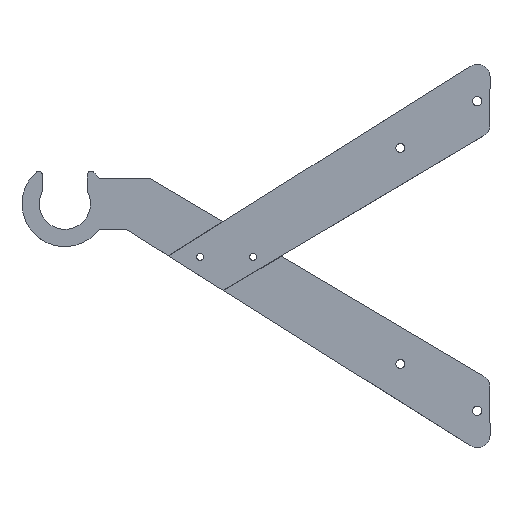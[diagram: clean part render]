
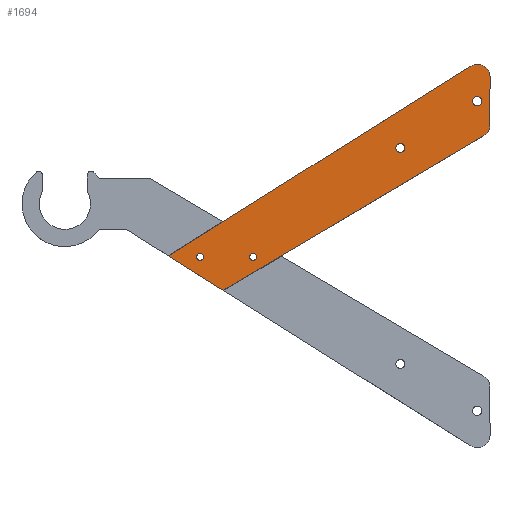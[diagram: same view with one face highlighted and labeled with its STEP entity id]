
A CAD part, top view. The second image highlights one B-rep face of the part: STEP entity #1694.
In plain terms, the highlighted face is planar.
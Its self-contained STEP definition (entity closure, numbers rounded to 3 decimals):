
#14 = DIRECTION ( 'NONE',  ( 1., 0., 0. ) ) ;
#31 = EDGE_CURVE ( 'NONE', #1394, #611, #1253, .T. ) ;
#55 = EDGE_CURVE ( 'NONE', #912, #751, #1401, .T. ) ;
#61 = DIRECTION ( 'NONE',  ( 1., 0., 0. ) ) ;
#87 = ORIENTED_EDGE ( 'NONE', *, *, #607, .F. ) ;
#97 = EDGE_CURVE ( 'NONE', #611, #1394, #1245, .T. ) ;
#112 = CIRCLE ( 'NONE', #496, 5. ) ;
#115 = AXIS2_PLACEMENT_3D ( 'NONE', #186, #1007, #1344 ) ;
#155 = ORIENTED_EDGE ( 'NONE', *, *, #1265, .F. ) ;
#172 = FACE_BOUND ( 'NONE', #1146, .T. ) ;
#178 = DIRECTION ( 'NONE',  ( 1., 0., 0. ) ) ;
#185 = CARTESIAN_POINT ( 'NONE',  ( 27.337, 116.3, 0. ) ) ;
#186 = CARTESIAN_POINT ( 'NONE',  ( 105.554, 73.742, 0. ) ) ;
#207 = VECTOR ( 'NONE', #608, 1000. ) ;
#211 = CIRCLE ( 'NONE', #1829, 1.35 ) ;
#274 = DIRECTION ( 'NONE',  ( 1., 0., 0. ) ) ;
#277 = VERTEX_POINT ( 'NONE', #1127 ) ;
#281 = CARTESIAN_POINT ( 'NONE',  ( -2.663, 144.027, 0. ) ) ;
#286 = CIRCLE ( 'NONE', #115, 1.35 ) ;
#302 = EDGE_CURVE ( 'NONE', #912, #785, #1295, .T. ) ;
#327 = VERTEX_POINT ( 'NONE', #1520 ) ;
#345 = AXIS2_PLACEMENT_3D ( 'NONE', #415, #1224, #61 ) ;
#348 = CARTESIAN_POINT ( 'NONE',  ( 105.554, 73.742, 0. ) ) ;
#363 = CARTESIAN_POINT ( 'NONE',  ( 96.59, 60.774, 0. ) ) ;
#368 = DIRECTION ( 'NONE',  ( 1., 0., 0. ) ) ;
#369 = DIRECTION ( 'NONE',  ( 1., 0., 0. ) ) ;
#376 = DIRECTION ( 'NONE',  ( 0., 0., -1. ) ) ;
#390 = CIRCLE ( 'NONE', #1493, 1.8 ) ;
#415 = CARTESIAN_POINT ( 'NONE',  ( 84.837, 73.742, 0. ) ) ;
#430 = VECTOR ( 'NONE', #1267, 1000. ) ;
#439 = ORIENTED_EDGE ( 'NONE', *, *, #97, .T. ) ;
#449 = EDGE_CURVE ( 'NONE', #1186, #785, #1919, .T. ) ;
#496 = AXIS2_PLACEMENT_3D ( 'NONE', #1846, #1506, #369 ) ;
#509 = CARTESIAN_POINT ( 'NONE',  ( 117.817, 74.13, 0. ) ) ;
#514 = DIRECTION ( 'NONE',  ( 1., 0., 0. ) ) ;
#520 = VECTOR ( 'NONE', #1162, 1000. ) ;
#552 = CARTESIAN_POINT ( 'NONE',  ( -2.663, 134.616, 0. ) ) ;
#574 = DIRECTION ( 'NONE',  ( 1., 0., 0. ) ) ;
#581 = CARTESIAN_POINT ( 'NONE',  ( 25.537, 116.3, 0. ) ) ;
#584 = CARTESIAN_POINT ( 'NONE',  ( -7.663, 122.508, 0. ) ) ;
#607 = EDGE_CURVE ( 'NONE', #1901, #1004, #1521, .T. ) ;
#608 = DIRECTION ( 'NONE',  ( 0.86, -0.51, 0. ) ) ;
#611 = VERTEX_POINT ( 'NONE', #1788 ) ;
#616 = CARTESIAN_POINT ( 'NONE',  ( -66.076, 157.098, 0. ) ) ;
#642 = CARTESIAN_POINT ( 'NONE',  ( 29.137, 116.3, 0. ) ) ;
#751 = VERTEX_POINT ( 'NONE', #1668 ) ;
#754 = CARTESIAN_POINT ( 'NONE',  ( 117.817, 74.13, 0. ) ) ;
#759 = EDGE_LOOP ( 'NONE', ( #87, #2123 ) ) ;
#760 = VERTEX_POINT ( 'NONE', #1873 ) ;
#785 = VERTEX_POINT ( 'NONE', #363 ) ;
#824 = VERTEX_POINT ( 'NONE', #1847 ) ;
#834 = AXIS2_PLACEMENT_3D ( 'NONE', #1306, #1316, #178 ) ;
#839 = AXIS2_PLACEMENT_3D ( 'NONE', #552, #376, #1695 ) ;
#861 = DIRECTION ( 'NONE',  ( 0., 0., 1. ) ) ;
#870 = FACE_OUTER_BOUND ( 'NONE', #1551, .T. ) ;
#880 = DIRECTION ( 'NONE',  ( 0., 0., 1. ) ) ;
#883 = CARTESIAN_POINT ( 'NONE',  ( -5.21, 121.056, 0. ) ) ;
#888 = ORIENTED_EDGE ( 'NONE', *, *, #1801, .F. ) ;
#912 = VERTEX_POINT ( 'NONE', #754 ) ;
#931 = ORIENTED_EDGE ( 'NONE', *, *, #302, .T. ) ;
#936 = VECTOR ( 'NONE', #1915, 1000. ) ;
#941 = DIRECTION ( 'NONE',  ( 0., 0., 1. ) ) ;
#945 = ORIENTED_EDGE ( 'NONE', *, *, #55, .F. ) ;
#979 = CARTESIAN_POINT ( 'NONE',  ( -2.663, 134.616, 0. ) ) ;
#1004 = VERTEX_POINT ( 'NONE', #581 ) ;
#1007 = DIRECTION ( 'NONE',  ( 0., 0., 1. ) ) ;
#1010 = EDGE_CURVE ( 'NONE', #760, #824, #1764, .T. ) ;
#1035 = FACE_BOUND ( 'NONE', #759, .T. ) ;
#1063 = ORIENTED_EDGE ( 'NONE', *, *, #449, .F. ) ;
#1072 = AXIS2_PLACEMENT_3D ( 'NONE', #979, #1325, #14 ) ;
#1127 = CARTESIAN_POINT ( 'NONE',  ( -7.663, 125.358, 0. ) ) ;
#1146 = EDGE_LOOP ( 'NONE', ( #1770, #1264 ) ) ;
#1156 = EDGE_CURVE ( 'NONE', #1723, #2016, #211, .T. ) ;
#1162 = DIRECTION ( 'NONE',  ( -0.846, -0.533, 0. ) ) ;
#1176 = FACE_BOUND ( 'NONE', #1809, .T. ) ;
#1186 = VERTEX_POINT ( 'NONE', #883 ) ;
#1187 = CARTESIAN_POINT ( 'NONE',  ( -198.033, -90.87, 0. ) ) ;
#1224 = DIRECTION ( 'NONE',  ( 0., 0., 1. ) ) ;
#1229 = ORIENTED_EDGE ( 'NONE', *, *, #1617, .F. ) ;
#1245 = CIRCLE ( 'NONE', #345, 1.35 ) ;
#1252 = EDGE_CURVE ( 'NONE', #2016, #1723, #286, .T. ) ;
#1253 = CIRCLE ( 'NONE', #1484, 1.35 ) ;
#1264 = ORIENTED_EDGE ( 'NONE', *, *, #1252, .T. ) ;
#1265 = EDGE_CURVE ( 'NONE', #277, #1186, #112, .T. ) ;
#1267 = DIRECTION ( 'NONE',  ( 0., 1., 0. ) ) ;
#1291 = CIRCLE ( 'NONE', #839, 1.8 ) ;
#1295 = LINE ( 'NONE', #509, #520 ) ;
#1306 = CARTESIAN_POINT ( 'NONE',  ( 27.337, 116.3, 0. ) ) ;
#1316 = DIRECTION ( 'NONE',  ( 0., 0., -1. ) ) ;
#1325 = DIRECTION ( 'NONE',  ( 0., 0., -1. ) ) ;
#1339 = ORIENTED_EDGE ( 'NONE', *, *, #1010, .F. ) ;
#1344 = DIRECTION ( 'NONE',  ( 1., 0., 0. ) ) ;
#1354 = FACE_BOUND ( 'NONE', #2138, .T. ) ;
#1366 = ORIENTED_EDGE ( 'NONE', *, *, #1748, .T. ) ;
#1374 = DIRECTION ( 'NONE',  ( 0., 0., -1. ) ) ;
#1389 = CARTESIAN_POINT ( 'NONE',  ( 86.187, 73.742, 0. ) ) ;
#1394 = VERTEX_POINT ( 'NONE', #1389 ) ;
#1401 = LINE ( 'NONE', #1423, #936 ) ;
#1423 = CARTESIAN_POINT ( 'NONE',  ( 101.924, 84.13, 0. ) ) ;
#1484 = AXIS2_PLACEMENT_3D ( 'NONE', #1570, #1590, #274 ) ;
#1493 = AXIS2_PLACEMENT_3D ( 'NONE', #185, #1374, #368 ) ;
#1506 = DIRECTION ( 'NONE',  ( 0., 0., 1. ) ) ;
#1511 = ORIENTED_EDGE ( 'NONE', *, *, #31, .T. ) ;
#1520 = CARTESIAN_POINT ( 'NONE',  ( -7.663, 144.027, 0. ) ) ;
#1521 = CIRCLE ( 'NONE', #834, 1.8 ) ;
#1551 = EDGE_LOOP ( 'NONE', ( #945, #931, #1063, #155, #1366, #888 ) ) ;
#1570 = CARTESIAN_POINT ( 'NONE',  ( 84.837, 73.742, 0. ) ) ;
#1590 = DIRECTION ( 'NONE',  ( 0., 0., 1. ) ) ;
#1597 = AXIS2_PLACEMENT_3D ( 'NONE', #1187, #880, #1844 ) ;
#1617 = EDGE_CURVE ( 'NONE', #824, #760, #1291, .T. ) ;
#1653 = EDGE_CURVE ( 'NONE', #1004, #1901, #390, .T. ) ;
#1668 = CARTESIAN_POINT ( 'NONE',  ( 0., 148.259, 0. ) ) ;
#1673 = PLANE ( 'NONE',  #1597 ) ;
#1694 = ADVANCED_FACE ( 'NONE', ( #1354, #172, #1035, #1176, #870 ), #1673, .F. ) ;
#1695 = DIRECTION ( 'NONE',  ( 1., 0., 0. ) ) ;
#1723 = VERTEX_POINT ( 'NONE', #1995 ) ;
#1748 = EDGE_CURVE ( 'NONE', #277, #327, #1755, .T. ) ;
#1755 = LINE ( 'NONE', #584, #430 ) ;
#1764 = CIRCLE ( 'NONE', #1072, 1.8 ) ;
#1770 = ORIENTED_EDGE ( 'NONE', *, *, #1156, .T. ) ;
#1788 = CARTESIAN_POINT ( 'NONE',  ( 83.487, 73.742, 0. ) ) ;
#1801 = EDGE_CURVE ( 'NONE', #751, #327, #1976, .T. ) ;
#1809 = EDGE_LOOP ( 'NONE', ( #1229, #1339 ) ) ;
#1829 = AXIS2_PLACEMENT_3D ( 'NONE', #348, #861, #514 ) ;
#1844 = DIRECTION ( 'NONE',  ( -1., 0., 0. ) ) ;
#1846 = CARTESIAN_POINT ( 'NONE',  ( -2.663, 125.358, 0. ) ) ;
#1847 = CARTESIAN_POINT ( 'NONE',  ( -0.863, 134.616, 0. ) ) ;
#1873 = CARTESIAN_POINT ( 'NONE',  ( -4.463, 134.616, 0. ) ) ;
#1901 = VERTEX_POINT ( 'NONE', #642 ) ;
#1915 = DIRECTION ( 'NONE',  ( -0.846, 0.533, 0. ) ) ;
#1919 = LINE ( 'NONE', #616, #207 ) ;
#1976 = CIRCLE ( 'NONE', #2081, 5. ) ;
#1995 = CARTESIAN_POINT ( 'NONE',  ( 106.904, 73.742, 0. ) ) ;
#2016 = VERTEX_POINT ( 'NONE', #2024 ) ;
#2024 = CARTESIAN_POINT ( 'NONE',  ( 104.204, 73.742, 0. ) ) ;
#2081 = AXIS2_PLACEMENT_3D ( 'NONE', #281, #941, #574 ) ;
#2123 = ORIENTED_EDGE ( 'NONE', *, *, #1653, .F. ) ;
#2138 = EDGE_LOOP ( 'NONE', ( #1511, #439 ) ) ;
